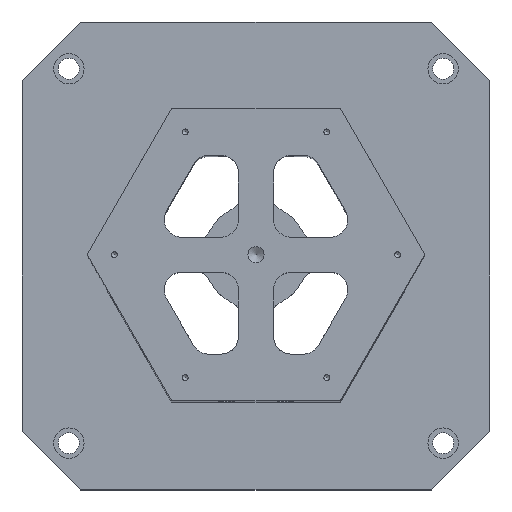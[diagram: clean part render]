
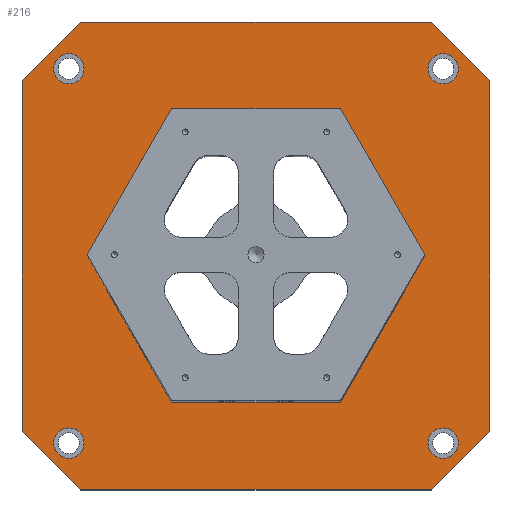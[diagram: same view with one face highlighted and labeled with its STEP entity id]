
A CAD part, top view. The second image highlights one B-rep face of the part: STEP entity #216.
In plain terms, the highlighted planar face has unit normal (0, 0, 1).
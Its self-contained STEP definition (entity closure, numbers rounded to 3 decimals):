
#216 = ADVANCED_FACE( '', ( #962, #963, #964, #965, #966, #967 ), #968, .T. );
#962 = FACE_BOUND( '', #1955, .T. );
#963 = FACE_BOUND( '', #1956, .T. );
#964 = FACE_BOUND( '', #1957, .T. );
#965 = FACE_BOUND( '', #1958, .T. );
#966 = FACE_BOUND( '', #1959, .T. );
#967 = FACE_OUTER_BOUND( '', #1960, .T. );
#968 = PLANE( '', #1961 );
#1955 = EDGE_LOOP( '', ( #3655 ) );
#1956 = EDGE_LOOP( '', ( #3656 ) );
#1957 = EDGE_LOOP( '', ( #3657 ) );
#1958 = EDGE_LOOP( '', ( #3658 ) );
#1959 = EDGE_LOOP( '', ( #3659, #3660, #3661, #3662, #3663, #3664 ) );
#1960 = EDGE_LOOP( '', ( #3665, #3666, #3667, #3668, #3669, #3670, #3671, #3672 ) );
#1961 = AXIS2_PLACEMENT_3D( '', #3673, #3674, #3675 );
#3655 = ORIENTED_EDGE( '', *, *, #4675, .T. );
#3656 = ORIENTED_EDGE( '', *, *, #4679, .T. );
#3657 = ORIENTED_EDGE( '', *, *, #4683, .T. );
#3658 = ORIENTED_EDGE( '', *, *, #4687, .T. );
#3659 = ORIENTED_EDGE( '', *, *, #4998, .F. );
#3660 = ORIENTED_EDGE( '', *, *, #4974, .F. );
#3661 = ORIENTED_EDGE( '', *, *, #4953, .F. );
#3662 = ORIENTED_EDGE( '', *, *, #4941, .F. );
#3663 = ORIENTED_EDGE( '', *, *, #4917, .F. );
#3664 = ORIENTED_EDGE( '', *, *, #4781, .F. );
#3665 = ORIENTED_EDGE( '', *, *, #4999, .T. );
#3666 = ORIENTED_EDGE( '', *, *, #4597, .T. );
#3667 = ORIENTED_EDGE( '', *, *, #4896, .T. );
#3668 = ORIENTED_EDGE( '', *, *, #4402, .T. );
#3669 = ORIENTED_EDGE( '', *, *, #5000, .T. );
#3670 = ORIENTED_EDGE( '', *, *, #4607, .T. );
#3671 = ORIENTED_EDGE( '', *, *, #5001, .T. );
#3672 = ORIENTED_EDGE( '', *, *, #4603, .T. );
#3673 = CARTESIAN_POINT( '', ( -200., -200., 50. ) );
#3674 = DIRECTION( '', ( 0., 0., 1. ) );
#3675 = DIRECTION( '', ( 1., 0., 0. ) );
#4402 = EDGE_CURVE( '', #5032, #5033, #5034, .F. );
#4597 = EDGE_CURVE( '', #5396, #5397, #5398, .F. );
#4603 = EDGE_CURVE( '', #5406, #5407, #5408, .F. );
#4607 = EDGE_CURVE( '', #5414, #5415, #5416, .F. );
#4675 = EDGE_CURVE( '', #5525, #5525, #5526, .T. );
#4679 = EDGE_CURVE( '', #5533, #5533, #5534, .T. );
#4683 = EDGE_CURVE( '', #5541, #5541, #5542, .T. );
#4687 = EDGE_CURVE( '', #5549, #5549, #5550, .T. );
#4781 = EDGE_CURVE( '', #5701, #5703, #5704, .T. );
#4896 = EDGE_CURVE( '', #5397, #5032, #5897, .T. );
#4917 = EDGE_CURVE( '', #5703, #5938, #5939, .T. );
#4941 = EDGE_CURVE( '', #5938, #5985, #5986, .T. );
#4953 = EDGE_CURVE( '', #5985, #6008, #6009, .T. );
#4974 = EDGE_CURVE( '', #6008, #6049, #6050, .T. );
#4998 = EDGE_CURVE( '', #6049, #5701, #6096, .T. );
#4999 = EDGE_CURVE( '', #5407, #5396, #6097, .T. );
#5000 = EDGE_CURVE( '', #5033, #5414, #6098, .T. );
#5001 = EDGE_CURVE( '', #5415, #5406, #6099, .T. );
#5032 = VERTEX_POINT( '', #6188 );
#5033 = VERTEX_POINT( '', #6189 );
#5034 = LINE( '', #6190, #6191 );
#5396 = VERTEX_POINT( '', #6755 );
#5397 = VERTEX_POINT( '', #6756 );
#5398 = LINE( '', #6757, #6758 );
#5406 = VERTEX_POINT( '', #6771 );
#5407 = VERTEX_POINT( '', #6772 );
#5408 = LINE( '', #6773, #6774 );
#5414 = VERTEX_POINT( '', #6783 );
#5415 = VERTEX_POINT( '', #6784 );
#5416 = LINE( '', #6785, #6786 );
#5525 = VERTEX_POINT( '', #6940 );
#5526 = CIRCLE( '', #6941, 13. );
#5533 = VERTEX_POINT( '', #6948 );
#5534 = CIRCLE( '', #6949, 13. );
#5541 = VERTEX_POINT( '', #6956 );
#5542 = CIRCLE( '', #6957, 13. );
#5549 = VERTEX_POINT( '', #6964 );
#5550 = CIRCLE( '', #6965, 13. );
#5701 = VERTEX_POINT( '', #7164 );
#5703 = VERTEX_POINT( '', #7167 );
#5704 = LINE( '', #7168, #7169 );
#5897 = LINE( '', #7400, #7401 );
#5938 = VERTEX_POINT( '', #7442 );
#5939 = LINE( '', #7443, #7444 );
#5985 = VERTEX_POINT( '', #7491 );
#5986 = LINE( '', #7492, #7493 );
#6008 = VERTEX_POINT( '', #7516 );
#6009 = LINE( '', #7517, #7518 );
#6049 = VERTEX_POINT( '', #7559 );
#6050 = LINE( '', #7560, #7561 );
#6096 = LINE( '', #7608, #7609 );
#6097 = LINE( '', #7610, #7611 );
#6098 = LINE( '', #7612, #7613 );
#6099 = LINE( '', #7614, #7615 );
#6188 = CARTESIAN_POINT( '', ( -200., -150., 50. ) );
#6189 = CARTESIAN_POINT( '', ( -150., -200., 50. ) );
#6190 = CARTESIAN_POINT( '', ( -175., -175., 50. ) );
#6191 = VECTOR( '', #7791, 1000. );
#6755 = CARTESIAN_POINT( '', ( -150., 200., 50. ) );
#6756 = CARTESIAN_POINT( '', ( -200., 150., 50. ) );
#6757 = CARTESIAN_POINT( '', ( -375., -25., 50. ) );
#6758 = VECTOR( '', #8211, 1000. );
#6771 = CARTESIAN_POINT( '', ( 200., 150., 50. ) );
#6772 = CARTESIAN_POINT( '', ( 150., 200., 50. ) );
#6773 = CARTESIAN_POINT( '', ( 175., 175., 50. ) );
#6774 = VECTOR( '', #8217, 1000. );
#6783 = CARTESIAN_POINT( '', ( 150., -200., 50. ) );
#6784 = CARTESIAN_POINT( '', ( 200., -150., 50. ) );
#6785 = CARTESIAN_POINT( '', ( -25., -375., 50. ) );
#6786 = VECTOR( '', #8221, 1000. );
#6940 = CARTESIAN_POINT( '', ( -160., -173., 50. ) );
#6941 = AXIS2_PLACEMENT_3D( '', #8373, #8374, #8375 );
#6948 = CARTESIAN_POINT( '', ( 160., -173., 50. ) );
#6949 = AXIS2_PLACEMENT_3D( '', #8385, #8386, #8387 );
#6956 = CARTESIAN_POINT( '', ( 160., 147., 50. ) );
#6957 = AXIS2_PLACEMENT_3D( '', #8397, #8398, #8399 );
#6964 = CARTESIAN_POINT( '', ( -160., 147., 50. ) );
#6965 = AXIS2_PLACEMENT_3D( '', #8409, #8410, #8411 );
#7164 = CARTESIAN_POINT( '', ( -72.169, -125., 50. ) );
#7167 = CARTESIAN_POINT( '', ( 72.169, -125., 50. ) );
#7168 = CARTESIAN_POINT( '', ( -200., -125., 50. ) );
#7169 = VECTOR( '', #8593, 1000. );
#7400 = CARTESIAN_POINT( '', ( -200., 200., 50. ) );
#7401 = VECTOR( '', #8860, 1000. );
#7442 = CARTESIAN_POINT( '', ( 144.338, 0., 50. ) );
#7443 = CARTESIAN_POINT( '', ( -28.349, -299.103, 50. ) );
#7444 = VECTOR( '', #8921, 1000. );
#7491 = CARTESIAN_POINT( '', ( 72.169, 125., 50. ) );
#7492 = CARTESIAN_POINT( '', ( 144.856, -0.897, 50. ) );
#7493 = VECTOR( '', #8989, 1000. );
#7516 = CARTESIAN_POINT( '', ( -72.169, 125., 50. ) );
#7517 = CARTESIAN_POINT( '', ( -200., 125., 50. ) );
#7518 = VECTOR( '', #9021, 1000. );
#7559 = CARTESIAN_POINT( '', ( -144.338, 0., 50. ) );
#7560 = CARTESIAN_POINT( '', ( -244.856, -174.103, 50. ) );
#7561 = VECTOR( '', #9080, 1000. );
#7608 = CARTESIAN_POINT( '', ( -71.651, -125.897, 50. ) );
#7609 = VECTOR( '', #9148, 1000. );
#7610 = CARTESIAN_POINT( '', ( 200., 200., 50. ) );
#7611 = VECTOR( '', #9149, 1000. );
#7612 = CARTESIAN_POINT( '', ( -200., -200., 50. ) );
#7613 = VECTOR( '', #9150, 1000. );
#7614 = CARTESIAN_POINT( '', ( 200., -200., 50. ) );
#7615 = VECTOR( '', #9151, 1000. );
#7791 = DIRECTION( '', ( -0.707, 0.707, 0. ) );
#8211 = DIRECTION( '', ( 0.707, 0.707, 0. ) );
#8217 = DIRECTION( '', ( 0.707, -0.707, 0. ) );
#8221 = DIRECTION( '', ( -0.707, -0.707, 0. ) );
#8373 = CARTESIAN_POINT( '', ( -160., -160., 50. ) );
#8374 = DIRECTION( '', ( 0., 0., -1. ) );
#8375 = DIRECTION( '', ( 0., -1., 0. ) );
#8385 = CARTESIAN_POINT( '', ( 160., -160., 50. ) );
#8386 = DIRECTION( '', ( 0., 0., -1. ) );
#8387 = DIRECTION( '', ( 0., -1., 0. ) );
#8397 = CARTESIAN_POINT( '', ( 160., 160., 50. ) );
#8398 = DIRECTION( '', ( 0., 0., -1. ) );
#8399 = DIRECTION( '', ( 0., -1., 0. ) );
#8409 = CARTESIAN_POINT( '', ( -160., 160., 50. ) );
#8410 = DIRECTION( '', ( 0., 0., -1. ) );
#8411 = DIRECTION( '', ( 0., -1., 0. ) );
#8593 = DIRECTION( '', ( 1., 0., 0. ) );
#8860 = DIRECTION( '', ( 0., -1., 0. ) );
#8921 = DIRECTION( '', ( 0.5, 0.866, 0. ) );
#8989 = DIRECTION( '', ( -0.5, 0.866, 0. ) );
#9021 = DIRECTION( '', ( -1., 0., 0. ) );
#9080 = DIRECTION( '', ( -0.5, -0.866, 0. ) );
#9148 = DIRECTION( '', ( 0.5, -0.866, 0. ) );
#9149 = DIRECTION( '', ( -1., 0., 0. ) );
#9150 = DIRECTION( '', ( 1., 0., 0. ) );
#9151 = DIRECTION( '', ( 0., 1., 0. ) );
